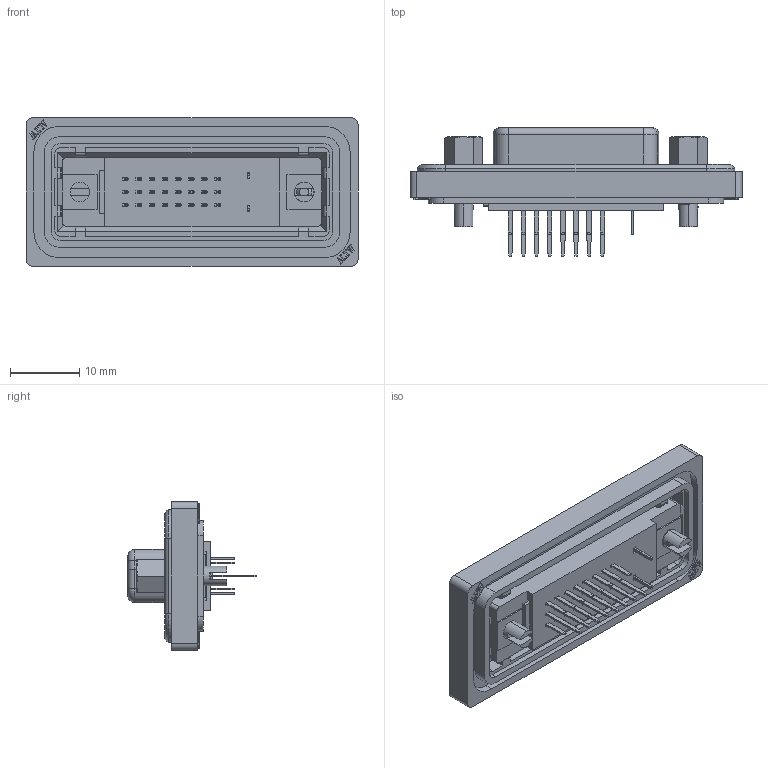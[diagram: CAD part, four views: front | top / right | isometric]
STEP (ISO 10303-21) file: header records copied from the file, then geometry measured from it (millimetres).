
FILE_DESCRIPTION (( 'STEP AP214' ), '1' );
FILE_NAME ('DVWPDDL-SCF_3D.step', '2024-09-11T16:05:32', ( '' ), ( '' ), 'SwSTEP 2.0', 'SolidWorks 2022', '' );
FILE_SCHEMA (( 'AUTOMOTIVE_DESIGN' ));
Length unit declared in the file: millimetre
Products named in the file (1): DVWPDDL-SCF_3D
Bounding box: 48.1 x 18.65 x 21.5 mm (x, y, z)
Volume: 4777.4 mm3; surface area: 8131.5 mm2
Topology: 2 solids, 2 shells, 1334 faces, 3670 edges, 2384 vertices
Faces by surface type: plane 983, cylinder 183, bspline 129, torus 26, cone 13
Entity records: 46240 total; most frequent: CARTESIAN_POINT 13214, ORIENTED_EDGE 7332, DIRECTION 5940, EDGE_CURVE 3666, LINE 2946, VECTOR 2946, VERTEX_POINT 2384, AXIS2_PLACEMENT_3D 1497
